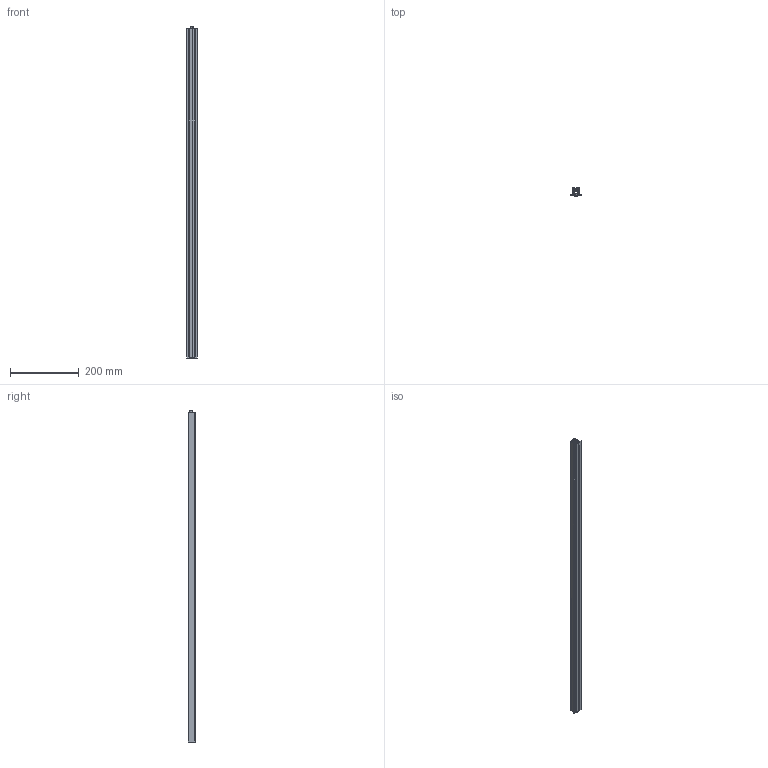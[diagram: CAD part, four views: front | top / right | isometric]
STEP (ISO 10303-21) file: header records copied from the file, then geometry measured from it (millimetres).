
FILE_DESCRIPTION (( 'STEP AP203' ), '1' );
FILE_NAME ('PU 960.STEP', '2025-02-28T13:03:00', ( '' ), ( '' ), 'SwSTEP 2.0', 'SolidWorks 2023', '' );
FILE_SCHEMA (( 'CONFIG_CONTROL_DESIGN' ));
Length unit declared in the file: millimetre
Products named in the file (4): PU 960; Betätigungsteil_20; Aussengehäuse PU; Innengeometrie_20
Assembly tree (3 placements, depth 2):
  PU 960
    Aussengehäuse PU
    Innengeometrie_20
    Betätigungsteil_20
Bounding box: 30.2 x 22.3 x 967 mm (x, y, z)
Volume: 210662.3 mm3; surface area: 303744.4 mm2
Topology: 18 solids, 18 shells, 661 faces, 1867 edges, 1244 vertices
Faces by surface type: plane 312, bspline 306, cylinder 41, torus 2
Entity records: 36102 total; most frequent: CARTESIAN_POINT 20465, ORIENTED_EDGE 3734, DIRECTION 2065, EDGE_CURVE 1867, VERTEX_POINT 1244, LINE 1167, VECTOR 1167, EDGE_LOOP 743
